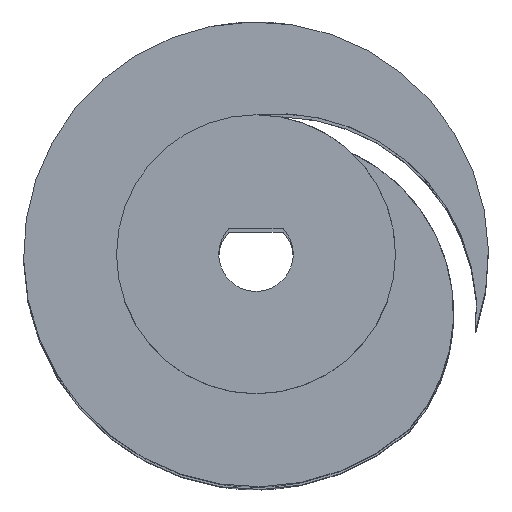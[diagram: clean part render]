
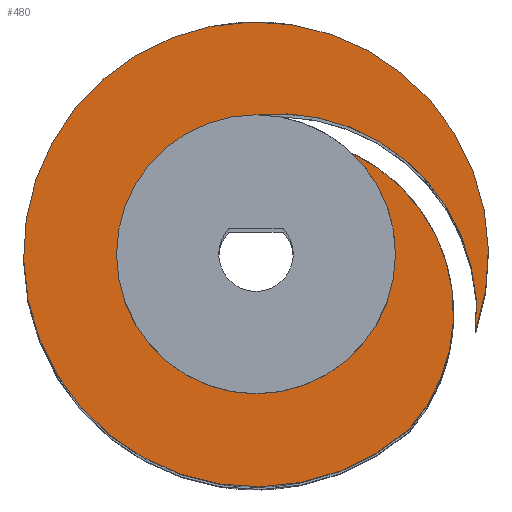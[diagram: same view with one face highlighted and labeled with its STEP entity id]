
A CAD part, top view. The second image highlights one B-rep face of the part: STEP entity #480.
In plain terms, the highlighted planar face has unit normal (0, 0, 1).
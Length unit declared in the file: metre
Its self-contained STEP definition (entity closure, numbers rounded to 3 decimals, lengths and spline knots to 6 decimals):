
#25=PLANE('',#544);
#40=CIRCLE('',#535,0.006);
#42=CIRCLE('',#539,0.01);
#46=CIRCLE('',#545,0.007559);
#47=CIRCLE('',#546,0.008552);
#96=ORIENTED_EDGE('',*,*,#214,.T.);
#97=ORIENTED_EDGE('',*,*,#221,.T.);
#98=ORIENTED_EDGE('',*,*,#210,.F.);
#99=ORIENTED_EDGE('',*,*,#222,.F.);
#210=EDGE_CURVE('',#274,#273,#40,.T.);
#214=EDGE_CURVE('',#279,#278,#42,.T.);
#221=EDGE_CURVE('',#278,#273,#46,.T.);
#222=EDGE_CURVE('',#279,#274,#47,.T.);
#273=VERTEX_POINT('',#766);
#274=VERTEX_POINT('',#767);
#278=VERTEX_POINT('',#787);
#279=VERTEX_POINT('',#789);
#373=EDGE_LOOP('',(#96,#97,#98,#99));
#421=FACE_BOUND('',#373,.T.);
#480=ADVANCED_FACE('',(#421),#25,.F.);
#535=AXIS2_PLACEMENT_3D('',#768,#613,#614);
#539=AXIS2_PLACEMENT_3D('',#788,#622,#623);
#544=AXIS2_PLACEMENT_3D('',#812,#634,#635);
#545=AXIS2_PLACEMENT_3D('',#813,#636,#637);
#546=AXIS2_PLACEMENT_3D('',#814,#638,#639);
#613=DIRECTION('',(0.,0.,1.));
#614=DIRECTION('',(1.,0.,0.));
#622=DIRECTION('',(0.,0.,1.));
#623=DIRECTION('',(1.,0.,0.));
#634=DIRECTION('',(0.,0.,-1.));
#635=DIRECTION('',(1.,0.,0.));
#636=DIRECTION('',(0.,0.,1.));
#637=DIRECTION('',(-0.125,-0.992,0.));
#638=DIRECTION('',(0.,0.,1.));
#639=DIRECTION('',(-0.11,-0.994,0.));
#766=CARTESIAN_POINT('',(0.004128,0.004354,0.08));
#767=CARTESIAN_POINT('',(0.,0.006,0.08));
#768=CARTESIAN_POINT('',(0.,0.,0.08));
#787=CARTESIAN_POINT('',(0.006595,-0.007517,0.08));
#788=CARTESIAN_POINT('',(0.,0.,0.08));
#789=CARTESIAN_POINT('',(0.009461,-0.003238,0.08));
#812=CARTESIAN_POINT('',(0.,0.,0.08));
#813=CARTESIAN_POINT('',(0.000941,-0.0025,0.08));
#814=CARTESIAN_POINT('',(0.000941,-0.0025,0.08));
